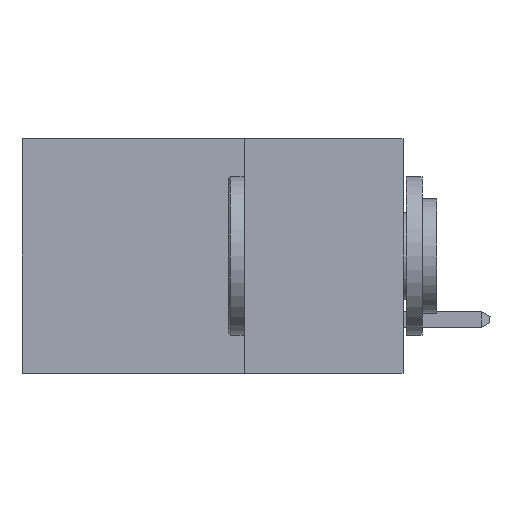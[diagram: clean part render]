
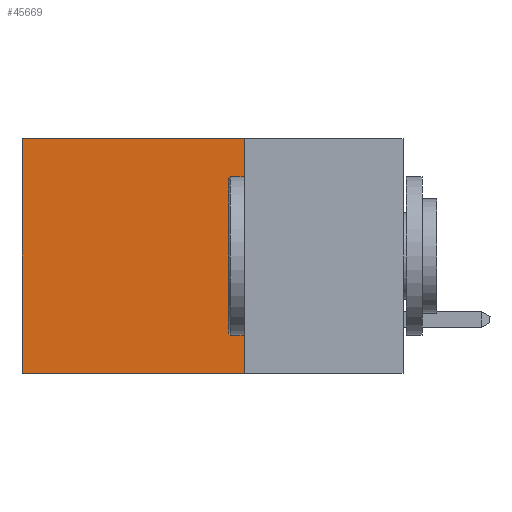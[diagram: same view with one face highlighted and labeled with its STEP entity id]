
A CAD part, left-side view. The second image highlights one B-rep face of the part: STEP entity #45669.
In plain terms, the highlighted planar face has unit normal (-1, 0, 0).
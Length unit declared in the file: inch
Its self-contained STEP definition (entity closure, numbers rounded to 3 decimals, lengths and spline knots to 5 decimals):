
#1185 = ORIENTED_EDGE ( 'NONE', *, *, #17309, .T. ) ;
#3630 = DIRECTION ( 'NONE',  ( 0., 0., -1. ) ) ;
#4443 = CARTESIAN_POINT ( 'NONE',  ( 0.2875, 0.25, 0. ) ) ;
#5673 = CARTESIAN_POINT ( 'NONE',  ( 0.2875, 0.6, 0. ) ) ;
#7016 = CARTESIAN_POINT ( 'NONE',  ( 0.2875, 0.6, -0.37 ) ) ;
#7118 = DIRECTION ( 'NONE',  ( 0., 0., -1. ) ) ;
#7280 = PLANE ( 'NONE',  #27006 ) ;
#8857 = EDGE_CURVE ( 'NONE', #29291, #35427, #37537, .T. ) ;
#11873 = VERTEX_POINT ( 'NONE', #5673 ) ;
#13280 = VECTOR ( 'NONE', #45319, 39.37008 ) ;
#14510 = CARTESIAN_POINT ( 'NONE',  ( 0.2875, 0.25, -0.37 ) ) ;
#15271 = DIRECTION ( 'NONE',  ( 0., 1., 0. ) ) ;
#16617 = EDGE_LOOP ( 'NONE', ( #47190, #42844, #35205, #1185 ) ) ;
#16624 = CARTESIAN_POINT ( 'NONE',  ( 0.2875, 0.6, 0. ) ) ;
#17309 = EDGE_CURVE ( 'NONE', #23819, #11873, #36091, .T. ) ;
#21357 = EDGE_CURVE ( 'NONE', #11873, #35427, #27291, .T. ) ;
#21702 = LINE ( 'NONE', #25762, #47137 ) ;
#23819 = VERTEX_POINT ( 'NONE', #36355 ) ;
#25715 = DIRECTION ( 'NONE',  ( 1., 0., 0. ) ) ;
#25762 = CARTESIAN_POINT ( 'NONE',  ( 0.2875, 0.25, 0. ) ) ;
#26681 = VECTOR ( 'NONE', #42449, 39.37008 ) ;
#27006 = AXIS2_PLACEMENT_3D ( 'NONE', #40074, #25715, #7118 ) ;
#27291 = LINE ( 'NONE', #16624, #26681 ) ;
#29291 = VERTEX_POINT ( 'NONE', #33942 ) ;
#29876 = EDGE_CURVE ( 'NONE', #23819, #29291, #21702, .T. ) ;
#33942 = CARTESIAN_POINT ( 'NONE',  ( 0.2875, 0.25, -0.37 ) ) ;
#35205 = ORIENTED_EDGE ( 'NONE', *, *, #29876, .F. ) ;
#35427 = VERTEX_POINT ( 'NONE', #7016 ) ;
#36091 = LINE ( 'NONE', #4443, #47598 ) ;
#36355 = CARTESIAN_POINT ( 'NONE',  ( 0.2875, 0.25, 0. ) ) ;
#37537 = LINE ( 'NONE', #14510, #13280 ) ;
#40074 = CARTESIAN_POINT ( 'NONE',  ( 0.2875, 0.25, 0. ) ) ;
#42449 = DIRECTION ( 'NONE',  ( 0., 0., -1. ) ) ;
#42844 = ORIENTED_EDGE ( 'NONE', *, *, #8857, .F. ) ;
#45319 = DIRECTION ( 'NONE',  ( 0., 1., 0. ) ) ;
#45669 = ADVANCED_FACE ( 'NONE', ( #46770 ), #7280, .F. ) ;
#46770 = FACE_OUTER_BOUND ( 'NONE', #16617, .T. ) ;
#47137 = VECTOR ( 'NONE', #3630, 39.37008 ) ;
#47190 = ORIENTED_EDGE ( 'NONE', *, *, #21357, .T. ) ;
#47598 = VECTOR ( 'NONE', #15271, 39.37008 ) ;
